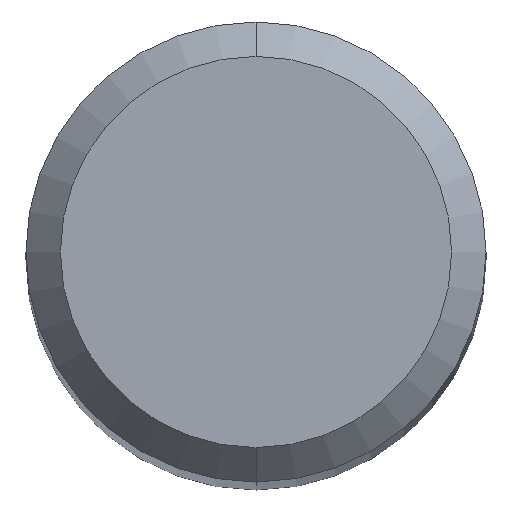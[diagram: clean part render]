
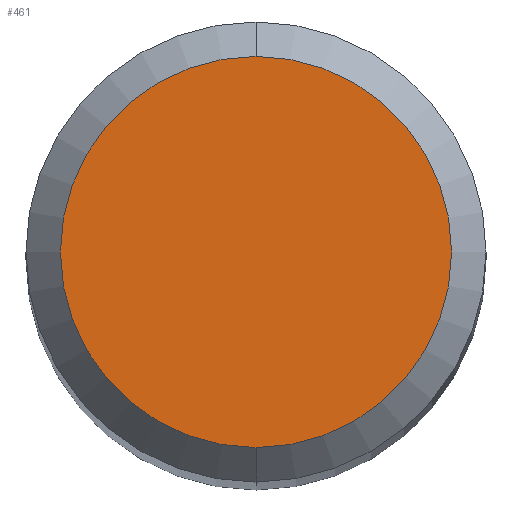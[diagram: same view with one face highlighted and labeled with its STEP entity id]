
A CAD part, top view. The second image highlights one B-rep face of the part: STEP entity #461.
In plain terms, the highlighted planar face has unit normal (0, 0, 1).
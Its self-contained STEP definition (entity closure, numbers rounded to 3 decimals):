
#461=ADVANCED_FACE('',(#1134),#1135,.T.);
#695=VERTEX_POINT('',#1385);
#775=EDGE_CURVE('',#857,#695,#1473,.T.);
#829=EDGE_CURVE('',#695,#857,#1530,.T.);
#857=VERTEX_POINT('',#1560);
#1134=FACE_OUTER_BOUND('',#2133,.T.);
#1135=PLANE('',#2134);
#1385=CARTESIAN_POINT('',(0.0,1.7,0.0));
#1473=CIRCLE('',#3262,1.7);
#1530=CIRCLE('',#3394,1.7);
#1560=CARTESIAN_POINT('',(0.,-1.7,0.0));
#2133=EDGE_LOOP('',(#4280,#4281));
#2134=AXIS2_PLACEMENT_3D('',#4282,#4283,#4284);
#3262=AXIS2_PLACEMENT_3D('',#4569,#4570,#4571);
#3394=AXIS2_PLACEMENT_3D('',#4624,#4625,#4626);
#4280=ORIENTED_EDGE('',*,*,#829,.F.);
#4281=ORIENTED_EDGE('',*,*,#775,.F.);
#4282=CARTESIAN_POINT('',(0.0,0.85,0.0));
#4283=DIRECTION('',(-0.0,0.0,1.0));
#4284=DIRECTION('',(0.0,-1.0,0.0));
#4569=CARTESIAN_POINT('',(0.0,0.0,0.0));
#4570=DIRECTION('',(0.0,0.0,-1.0));
#4571=DIRECTION('',(0.0,1.0,0.0));
#4624=CARTESIAN_POINT('',(0.0,0.0,0.0));
#4625=DIRECTION('',(0.0,0.0,-1.0));
#4626=DIRECTION('',(0.0,1.0,0.0));
